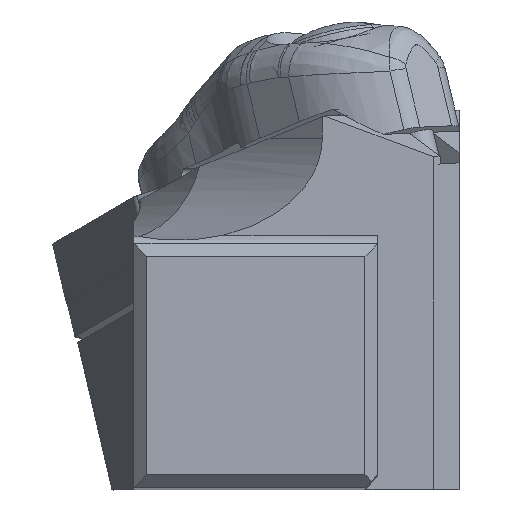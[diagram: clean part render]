
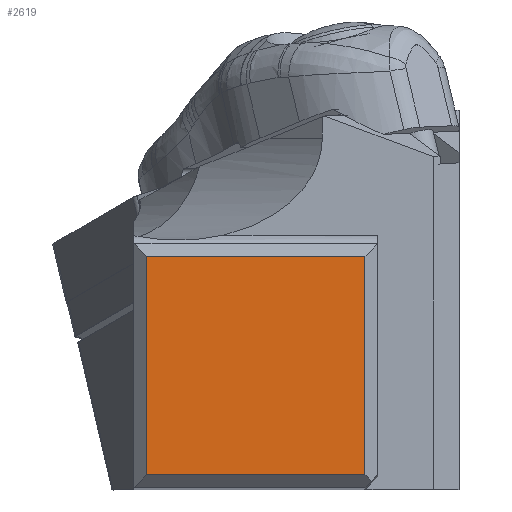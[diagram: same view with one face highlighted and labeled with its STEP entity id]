
A CAD part, top view. The second image highlights one B-rep face of the part: STEP entity #2619.
In plain terms, the highlighted planar face has unit normal (0, 0, 1).
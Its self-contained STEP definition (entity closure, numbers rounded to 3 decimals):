
#2334=FACE_OUTER_BOUND('',#3031,.T.);
#2619=ADVANCED_FACE('',(#2334),#2853,.T.);
#2853=PLANE('',#7799);
#3031=EDGE_LOOP('',(#3852,#3853,#3854,#3855));
#3852=ORIENTED_EDGE('',*,*,#5851,.F.);
#3853=ORIENTED_EDGE('',*,*,#5857,.T.);
#3854=ORIENTED_EDGE('',*,*,#5864,.T.);
#3855=ORIENTED_EDGE('',*,*,#5865,.F.);
#5189=VERTEX_POINT('',#12456);
#5190=VERTEX_POINT('',#12458);
#5192=VERTEX_POINT('',#12467);
#5195=VERTEX_POINT('',#12480);
#5851=EDGE_CURVE('',#5189,#5190,#6829,.T.);
#5857=EDGE_CURVE('',#5189,#5192,#6835,.T.);
#5864=EDGE_CURVE('',#5192,#5195,#6841,.T.);
#5865=EDGE_CURVE('',#5190,#5195,#6842,.T.);
#6829=LINE('',#12457,#7124);
#6835=LINE('',#12469,#7130);
#6841=LINE('',#12481,#7136);
#6842=LINE('',#12483,#7137);
#7124=VECTOR('',#8658,1.);
#7130=VECTOR('',#8668,1.);
#7136=VECTOR('',#8682,1.);
#7137=VECTOR('',#8685,1.);
#7799=AXIS2_PLACEMENT_3D('',#12484,#8686,#8687);
#8658=DIRECTION('',(-1.,0.,0.));
#8668=DIRECTION('',(0.,1.,0.));
#8682=DIRECTION('',(-1.,0.,0.));
#8685=DIRECTION('',(0.,1.,0.));
#8686=DIRECTION('',(0.,0.,1.));
#8687=DIRECTION('',(-1.,0.,0.));
#12456=CARTESIAN_POINT('',(-1.,1.,0.));
#12457=CARTESIAN_POINT('',(-1.,1.,0.));
#12458=CARTESIAN_POINT('',(-18.05,1.,0.));
#12467=CARTESIAN_POINT('',(-1.,18.05,0.));
#12469=CARTESIAN_POINT('',(-1.,1.,0.));
#12480=CARTESIAN_POINT('',(-18.05,18.05,0.));
#12481=CARTESIAN_POINT('',(-1.,18.05,0.));
#12483=CARTESIAN_POINT('',(-18.05,1.,0.));
#12484=CARTESIAN_POINT('',(-9.525,9.525,0.));
